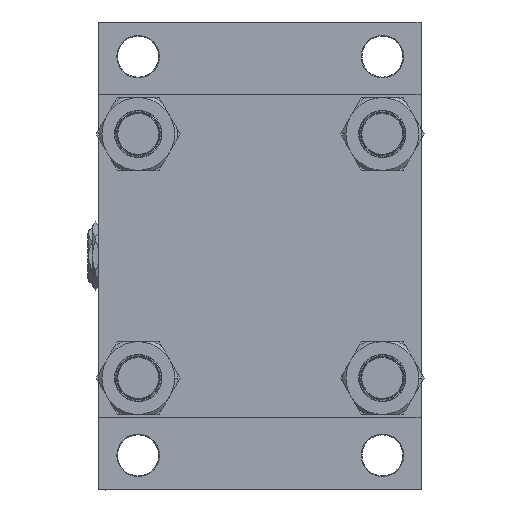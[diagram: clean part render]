
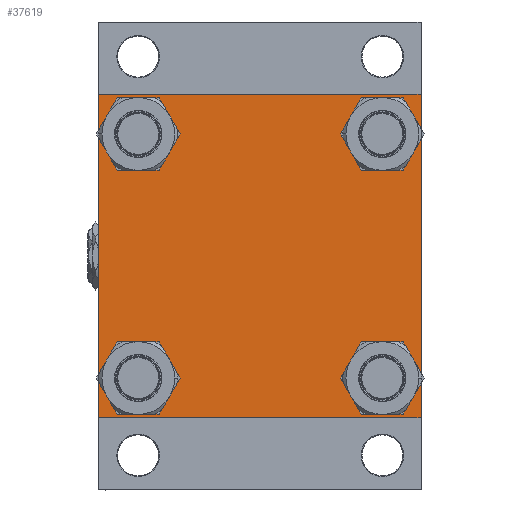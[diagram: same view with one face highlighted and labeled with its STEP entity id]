
A CAD part, left-side view. The second image highlights one B-rep face of the part: STEP entity #37619.
In plain terms, the highlighted planar face has unit normal (-1, 0, 0).
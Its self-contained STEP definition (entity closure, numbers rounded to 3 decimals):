
#519 = ORIENTED_EDGE ( 'NONE', *, *, #35783, .F. ) ;
#557 = AXIS2_PLACEMENT_3D ( 'NONE', #9272, #39306, #28185 ) ;
#1053 = CARTESIAN_POINT ( 'NONE',  ( 0., 102.5, 102.5 ) ) ;
#1845 = ORIENTED_EDGE ( 'NONE', *, *, #10828, .T. ) ;
#2029 = VERTEX_POINT ( 'NONE', #45528 ) ;
#2204 = VERTEX_POINT ( 'NONE', #12681 ) ;
#2429 = EDGE_CURVE ( 'NONE', #19281, #2029, #43091, .T. ) ;
#2453 = CIRCLE ( 'NONE', #39524, 14. ) ;
#2794 = CARTESIAN_POINT ( 'NONE',  ( 0., 77.45, 91.45 ) ) ;
#3363 = AXIS2_PLACEMENT_3D ( 'NONE', #39697, #32371, #28085 ) ;
#3506 = ORIENTED_EDGE ( 'NONE', *, *, #22848, .T. ) ;
#3596 = LINE ( 'NONE', #30338, #31267 ) ;
#3841 = DIRECTION ( 'NONE',  ( 0., -0.707, 0.707 ) ) ;
#4356 = LINE ( 'NONE', #1053, #43582 ) ;
#4535 = DIRECTION ( 'NONE',  ( 0., 0.707, -0.707 ) ) ;
#4887 = EDGE_CURVE ( 'NONE', #5332, #48761, #30775, .T. ) ;
#5332 = VERTEX_POINT ( 'NONE', #35360 ) ;
#5362 = EDGE_CURVE ( 'NONE', #48761, #12202, #4356, .T. ) ;
#5419 = EDGE_CURVE ( 'NONE', #10978, #44132, #45170, .T. ) ;
#5628 = EDGE_LOOP ( 'NONE', ( #6631, #3506 ) ) ;
#5864 = CIRCLE ( 'NONE', #16346, 14. ) ;
#6316 = ORIENTED_EDGE ( 'NONE', *, *, #32114, .F. ) ;
#6628 = CARTESIAN_POINT ( 'NONE',  ( 0., -102.5, 102.5 ) ) ;
#6631 = ORIENTED_EDGE ( 'NONE', *, *, #5419, .T. ) ;
#7185 = DIRECTION ( 'NONE',  ( 0., 0., 1. ) ) ;
#7284 = VECTOR ( 'NONE', #4535, 1000. ) ;
#7814 = LINE ( 'NONE', #46406, #28858 ) ;
#8587 = CARTESIAN_POINT ( 'NONE',  ( 0., 102.5, -102. ) ) ;
#8849 = ORIENTED_EDGE ( 'NONE', *, *, #38681, .T. ) ;
#9125 = CARTESIAN_POINT ( 'NONE',  ( 0., 77.45, 63.45 ) ) ;
#9272 = CARTESIAN_POINT ( 'NONE',  ( 0., -77.45, 77.45 ) ) ;
#9357 = VERTEX_POINT ( 'NONE', #16404 ) ;
#9615 = CARTESIAN_POINT ( 'NONE',  ( 0., -77.45, 77.45 ) ) ;
#10393 = CARTESIAN_POINT ( 'NONE',  ( 0., -77.45, -77.45 ) ) ;
#10828 = EDGE_CURVE ( 'NONE', #41027, #25821, #5864, .T. ) ;
#10978 = VERTEX_POINT ( 'NONE', #19197 ) ;
#11353 = DIRECTION ( 'NONE',  ( 0., 0.707, 0.707 ) ) ;
#11433 = ORIENTED_EDGE ( 'NONE', *, *, #45529, .T. ) ;
#11631 = DIRECTION ( 'NONE',  ( 1., 0., 0. ) ) ;
#12177 = FACE_BOUND ( 'NONE', #5628, .T. ) ;
#12202 = VERTEX_POINT ( 'NONE', #8587 ) ;
#12681 = CARTESIAN_POINT ( 'NONE',  ( 0., -102., 102.5 ) ) ;
#13008 = VECTOR ( 'NONE', #11353, 1000. ) ;
#13773 = LINE ( 'NONE', #32701, #20794 ) ;
#14620 = CARTESIAN_POINT ( 'NONE',  ( 0., 77.45, -91.45 ) ) ;
#14956 = EDGE_LOOP ( 'NONE', ( #8849, #11433 ) ) ;
#14979 = VERTEX_POINT ( 'NONE', #27927 ) ;
#15249 = DIRECTION ( 'NONE',  ( 1., 0., 0. ) ) ;
#15256 = VECTOR ( 'NONE', #17731, 1000. ) ;
#15338 = DIRECTION ( 'NONE',  ( 0., -0.707, -0.707 ) ) ;
#15927 = CARTESIAN_POINT ( 'NONE',  ( 0., 102.5, 102. ) ) ;
#16346 = AXIS2_PLACEMENT_3D ( 'NONE', #10393, #17959, #37884 ) ;
#16404 = CARTESIAN_POINT ( 'NONE',  ( 0., 102., -102.5 ) ) ;
#16472 = FACE_BOUND ( 'NONE', #41938, .T. ) ;
#16745 = EDGE_LOOP ( 'NONE', ( #36680, #48547 ) ) ;
#16832 = CARTESIAN_POINT ( 'NONE',  ( 0., -102.5, 102. ) ) ;
#16945 = DIRECTION ( 'NONE',  ( 0., 0., 1. ) ) ;
#17448 = ORIENTED_EDGE ( 'NONE', *, *, #29501, .T. ) ;
#17731 = DIRECTION ( 'NONE',  ( 0., 0., -1. ) ) ;
#17959 = DIRECTION ( 'NONE',  ( 1., 0., 0. ) ) ;
#18130 = AXIS2_PLACEMENT_3D ( 'NONE', #23229, #11631, #27016 ) ;
#18478 = LINE ( 'NONE', #6628, #15256 ) ;
#19109 = CARTESIAN_POINT ( 'NONE',  ( 0., 102.25, -102.25 ) ) ;
#19197 = CARTESIAN_POINT ( 'NONE',  ( 0., -77.45, 91.45 ) ) ;
#19281 = VERTEX_POINT ( 'NONE', #14620 ) ;
#20794 = VECTOR ( 'NONE', #21836, 1000. ) ;
#21557 = ORIENTED_EDGE ( 'NONE', *, *, #4887, .T. ) ;
#21836 = DIRECTION ( 'NONE',  ( 0., -1., 0. ) ) ;
#22387 = EDGE_CURVE ( 'NONE', #12202, #9357, #41583, .T. ) ;
#22575 = VERTEX_POINT ( 'NONE', #32913 ) ;
#22802 = CARTESIAN_POINT ( 'NONE',  ( 0., -77.45, -91.45 ) ) ;
#22848 = EDGE_CURVE ( 'NONE', #44132, #10978, #44873, .T. ) ;
#23229 = CARTESIAN_POINT ( 'NONE',  ( 0., 77.45, -77.45 ) ) ;
#23673 = DIRECTION ( 'NONE',  ( 0., -1., 0. ) ) ;
#23695 = LINE ( 'NONE', #42389, #13008 ) ;
#24474 = DIRECTION ( 'NONE',  ( 1., 0., 0. ) ) ;
#25821 = VERTEX_POINT ( 'NONE', #22802 ) ;
#26251 = CARTESIAN_POINT ( 'NONE',  ( 0., -77.45, 63.45 ) ) ;
#26675 = CARTESIAN_POINT ( 'NONE',  ( 0., -77.45, -63.45 ) ) ;
#27016 = DIRECTION ( 'NONE',  ( 0., 0., 1. ) ) ;
#27567 = FACE_OUTER_BOUND ( 'NONE', #48688, .T. ) ;
#27816 = DIRECTION ( 'NONE',  ( -1., 0., 0. ) ) ;
#27927 = CARTESIAN_POINT ( 'NONE',  ( 0., -102., -102.5 ) ) ;
#28085 = DIRECTION ( 'NONE',  ( 0., 0., 1. ) ) ;
#28185 = DIRECTION ( 'NONE',  ( 0., 0., 1. ) ) ;
#28765 = EDGE_CURVE ( 'NONE', #9357, #14979, #7814, .T. ) ;
#28858 = VECTOR ( 'NONE', #23673, 1000. ) ;
#29352 = ORIENTED_EDGE ( 'NONE', *, *, #40676, .T. ) ;
#29501 = EDGE_CURVE ( 'NONE', #14979, #22575, #3596, .T. ) ;
#29954 = DIRECTION ( 'NONE',  ( 0., 0., 1. ) ) ;
#30338 = CARTESIAN_POINT ( 'NONE',  ( 0., -102.25, -102.25 ) ) ;
#30619 = AXIS2_PLACEMENT_3D ( 'NONE', #31593, #27816, #39930 ) ;
#30775 = LINE ( 'NONE', #46175, #7284 ) ;
#31092 = EDGE_CURVE ( 'NONE', #2029, #19281, #32027, .T. ) ;
#31267 = VECTOR ( 'NONE', #3841, 1000. ) ;
#31575 = DIRECTION ( 'NONE',  ( 0., 0., -1. ) ) ;
#31593 = CARTESIAN_POINT ( 'NONE',  ( 0., 0., 0. ) ) ;
#31788 = DIRECTION ( 'NONE',  ( 0., 0., 1. ) ) ;
#32027 = CIRCLE ( 'NONE', #36963, 14. ) ;
#32114 = EDGE_CURVE ( 'NONE', #5332, #2204, #13773, .T. ) ;
#32371 = DIRECTION ( 'NONE',  ( 1., 0., 0. ) ) ;
#32527 = AXIS2_PLACEMENT_3D ( 'NONE', #33740, #49135, #29954 ) ;
#32701 = CARTESIAN_POINT ( 'NONE',  ( 0., 102.5, 102.5 ) ) ;
#32913 = CARTESIAN_POINT ( 'NONE',  ( 0., -102.5, -102. ) ) ;
#33319 = CIRCLE ( 'NONE', #32527, 14. ) ;
#33740 = CARTESIAN_POINT ( 'NONE',  ( 0., -77.45, -77.45 ) ) ;
#34890 = FACE_BOUND ( 'NONE', #16745, .T. ) ;
#35056 = ORIENTED_EDGE ( 'NONE', *, *, #48872, .T. ) ;
#35325 = ORIENTED_EDGE ( 'NONE', *, *, #5362, .T. ) ;
#35360 = CARTESIAN_POINT ( 'NONE',  ( 0., 102., 102.5 ) ) ;
#35783 = EDGE_CURVE ( 'NONE', #37175, #22575, #18478, .T. ) ;
#36680 = ORIENTED_EDGE ( 'NONE', *, *, #31092, .T. ) ;
#36753 = VECTOR ( 'NONE', #15338, 1000. ) ;
#36871 = VERTEX_POINT ( 'NONE', #9125 ) ;
#36963 = AXIS2_PLACEMENT_3D ( 'NONE', #37707, #15249, #7185 ) ;
#37002 = VERTEX_POINT ( 'NONE', #2794 ) ;
#37175 = VERTEX_POINT ( 'NONE', #16832 ) ;
#37619 = ADVANCED_FACE ( 'NONE', ( #12177, #16472, #34890, #46750, #27567 ), #39434, .T. ) ;
#37707 = CARTESIAN_POINT ( 'NONE',  ( 0., 77.45, -77.45 ) ) ;
#37884 = DIRECTION ( 'NONE',  ( 0., 0., 1. ) ) ;
#38003 = CIRCLE ( 'NONE', #3363, 14. ) ;
#38681 = EDGE_CURVE ( 'NONE', #37002, #36871, #2453, .T. ) ;
#39306 = DIRECTION ( 'NONE',  ( 1., 0., 0. ) ) ;
#39434 = PLANE ( 'NONE',  #30619 ) ;
#39524 = AXIS2_PLACEMENT_3D ( 'NONE', #43660, #24474, #31788 ) ;
#39697 = CARTESIAN_POINT ( 'NONE',  ( 0., 77.45, 77.45 ) ) ;
#39930 = DIRECTION ( 'NONE',  ( 0., 0., 1. ) ) ;
#40676 = EDGE_CURVE ( 'NONE', #37175, #2204, #23695, .T. ) ;
#41027 = VERTEX_POINT ( 'NONE', #26675 ) ;
#41125 = ORIENTED_EDGE ( 'NONE', *, *, #28765, .T. ) ;
#41158 = AXIS2_PLACEMENT_3D ( 'NONE', #9615, #44191, #16945 ) ;
#41583 = LINE ( 'NONE', #19109, #36753 ) ;
#41938 = EDGE_LOOP ( 'NONE', ( #1845, #35056 ) ) ;
#42389 = CARTESIAN_POINT ( 'NONE',  ( 0., -102.25, 102.25 ) ) ;
#43091 = CIRCLE ( 'NONE', #18130, 14. ) ;
#43582 = VECTOR ( 'NONE', #31575, 1000. ) ;
#43660 = CARTESIAN_POINT ( 'NONE',  ( 0., 77.45, 77.45 ) ) ;
#44132 = VERTEX_POINT ( 'NONE', #26251 ) ;
#44191 = DIRECTION ( 'NONE',  ( 1., 0., 0. ) ) ;
#44412 = ORIENTED_EDGE ( 'NONE', *, *, #22387, .T. ) ;
#44873 = CIRCLE ( 'NONE', #557, 14. ) ;
#45170 = CIRCLE ( 'NONE', #41158, 14. ) ;
#45528 = CARTESIAN_POINT ( 'NONE',  ( 0., 77.45, -63.45 ) ) ;
#45529 = EDGE_CURVE ( 'NONE', #36871, #37002, #38003, .T. ) ;
#46175 = CARTESIAN_POINT ( 'NONE',  ( 0., 102.25, 102.25 ) ) ;
#46406 = CARTESIAN_POINT ( 'NONE',  ( 0., 102.5, -102.5 ) ) ;
#46750 = FACE_BOUND ( 'NONE', #14956, .T. ) ;
#48547 = ORIENTED_EDGE ( 'NONE', *, *, #2429, .T. ) ;
#48688 = EDGE_LOOP ( 'NONE', ( #35325, #44412, #41125, #17448, #519, #29352, #6316, #21557 ) ) ;
#48761 = VERTEX_POINT ( 'NONE', #15927 ) ;
#48872 = EDGE_CURVE ( 'NONE', #25821, #41027, #33319, .T. ) ;
#49135 = DIRECTION ( 'NONE',  ( 1., 0., 0. ) ) ;
